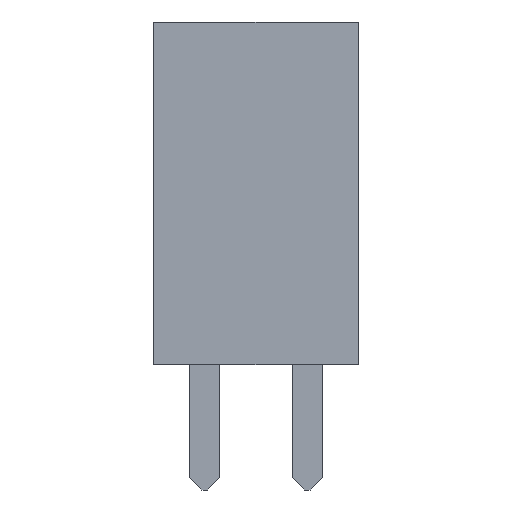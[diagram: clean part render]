
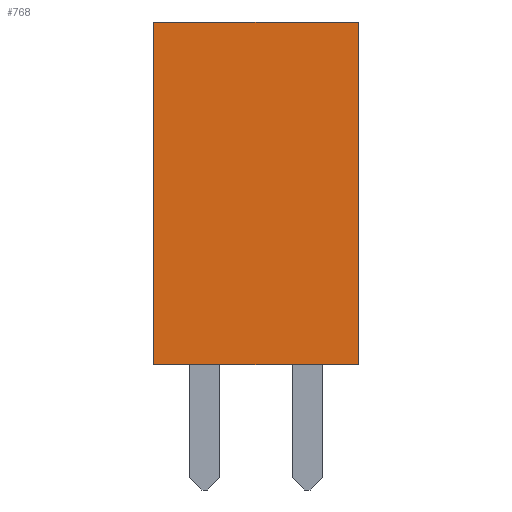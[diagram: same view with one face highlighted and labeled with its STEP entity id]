
A CAD part, front view. The second image highlights one B-rep face of the part: STEP entity #768.
In plain terms, the highlighted planar face has unit normal (0, -1, 0).
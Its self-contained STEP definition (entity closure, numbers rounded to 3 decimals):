
#70=FACE_OUTER_BOUND('',#116,.T.);
#116=EDGE_LOOP('',(#677,#678,#679,#680));
#164=LINE('',#1128,#264);
#169=LINE('',#1138,#269);
#189=LINE('',#1178,#289);
#216=LINE('',#1233,#316);
#264=VECTOR('',#922,10.);
#269=VECTOR('',#931,10.);
#289=VECTOR('',#965,10.);
#316=VECTOR('',#1020,10.);
#349=VERTEX_POINT('',#1125);
#350=VERTEX_POINT('',#1127);
#353=VERTEX_POINT('',#1137);
#366=VERTEX_POINT('',#1177);
#428=EDGE_CURVE('',#350,#349,#164,.T.);
#433=EDGE_CURVE('',#350,#353,#169,.T.);
#453=EDGE_CURVE('',#353,#366,#189,.T.);
#480=EDGE_CURVE('',#349,#366,#216,.T.);
#677=ORIENTED_EDGE('',*,*,#428,.T.);
#678=ORIENTED_EDGE('',*,*,#480,.T.);
#679=ORIENTED_EDGE('',*,*,#453,.F.);
#680=ORIENTED_EDGE('',*,*,#433,.F.);
#724=PLANE('',#829);
#768=ADVANCED_FACE('',(#70),#724,.T.);
#829=AXIS2_PLACEMENT_3D('',#1234,#1021,#1022);
#922=DIRECTION('',(1.,0.,0.));
#931=DIRECTION('',(0.,0.,1.));
#965=DIRECTION('',(1.,0.,0.));
#1020=DIRECTION('',(0.,0.,1.));
#1021=DIRECTION('center_axis',(0.,-1.,0.));
#1022=DIRECTION('ref_axis',(1.,0.,0.));
#1125=CARTESIAN_POINT('',(2.54,-1.25,0.1));
#1127=CARTESIAN_POINT('',(-2.54,-1.25,0.1));
#1128=CARTESIAN_POINT('',(-2.54,-1.25,0.1));
#1137=CARTESIAN_POINT('',(-2.54,-1.25,8.6));
#1138=CARTESIAN_POINT('',(-2.54,-1.25,0.1));
#1177=CARTESIAN_POINT('',(2.54,-1.25,8.6));
#1178=CARTESIAN_POINT('',(-2.54,-1.25,8.6));
#1233=CARTESIAN_POINT('',(2.54,-1.25,0.1));
#1234=CARTESIAN_POINT('Origin',(-2.54,-1.25,0.1));
